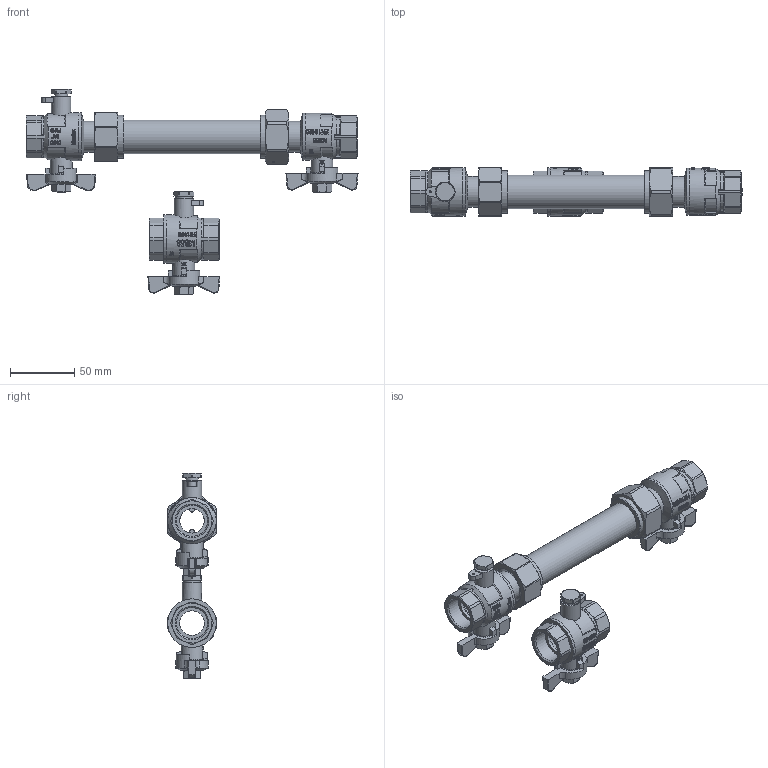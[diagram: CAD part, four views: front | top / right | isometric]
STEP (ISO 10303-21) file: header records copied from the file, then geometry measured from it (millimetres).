
FILE_DESCRIPTION(/* description */ ('Unknown'),/* implementation_level */ '2;1');
FILE_NAME(/* name */ '80120003',/* time_stamp */ '2023-07-12T12:59:20+02:00',/* author */ ('Unknown'),/* organization */ ('Unknown'),/* preprocessor_version */ 'ST-DEVELOPER v18.102',/* originating_system */ 'Solid Edge',/* authorisation */ 'Unknown');
FILE_SCHEMA (('AUTOMOTIVE_DESIGN {1 0 10303 214 3 1 1}'));
Length unit declared in the file: millimetre
Products named in the file (36): 80120003; Rohrnippel-1-130; 722-56_3_4 x 1; Stopfbuchse; Einschraubteil; Kvrper; Dichtung; Spindel; Überwurfmutter_1; Schtaube; Fl_gelgriff; Mutter-Fl-G; 708-56-STEP-KUNDE; M8-1_2-3_4; _berwurfmutter; Verschraubung; Gehduse; F-griff; 712-05-VOLL-STEP_oa_0; Spindel-co_oa_1; 1; Kvrper-co_oa_2
Assembly tree (35 placements, depth 4):
  80120003
    Rohrnippel-1-130
    722-56_3_4 x 1
      Stopfbuchse
      Einschraubteil
      Kvrper
      Dichtung
      Spindel
      Überwurfmutter_1
      Schtaube
      Fl_gelgriff
      Mutter-Fl-G
    708-56-STEP-KUNDE
      M8-1_2-3_4
        M8-1_2-3_4
      _berwurfmutter
        _berwurfmutter
      Verschraubung
        Verschraubung
      Stopfbuchse
        Stopfbuchse
      Gehduse
        Gehduse
      F-griff
        F-griff
    712-05-VOLL-STEP_oa_0
      Spindel-co_oa_1
        Spindel
        Stopfbuchse
        Mutter-Fl-G
      1
      Kvrper-co_oa_2
        Kvrper
        Schtaube
        Einschraubteil
        Dichtung
Bounding box: 258 x 38.4 x 159.4 mm (x, y, z)
Volume: 143574.8 mm3; surface area: 100870.8 mm2
Topology: 24 solids, 24 shells, 3522 faces, 9780 edges, 6474 vertices
Faces by surface type: plane 2880, cylinder 394, cone 191, bspline 32, sphere 20, torus 5
Full cylindrical faces by diameter (mm): 1.5 x4, 5 x2, 5.9 x2, 6.7 x2, 6.75 x3, 8.92 x2, 9 x6, 9.1 x3, 9.3 x1, 10 x3, 10.5 x2, 11 x3, 12 x3, 12.376 x1, 12.5 x2, 13 x1, 14 x3, 15 x2, 16 x2, 17 x3, 18.5 x3, 19 x6, 20 x3, 22 x1, 24 x2, 24.117 x4, 26 x3, 27 x4, 28 x2, 30 x1
Entity records: 126943 total; most frequent: CARTESIAN_POINT 32624, DIRECTION 21449, ORIENTED_EDGE 19056, EDGE_CURVE 9528, AXIS2_PLACEMENT_3D 8830, VERTEX_POINT 6414, ELLIPSE 4010, FACE_BOUND 3940
